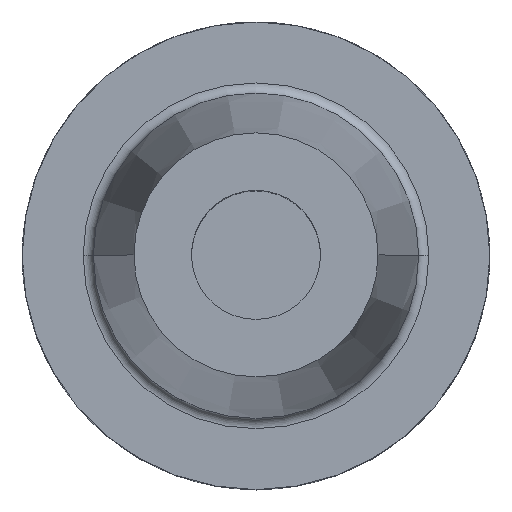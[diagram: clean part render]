
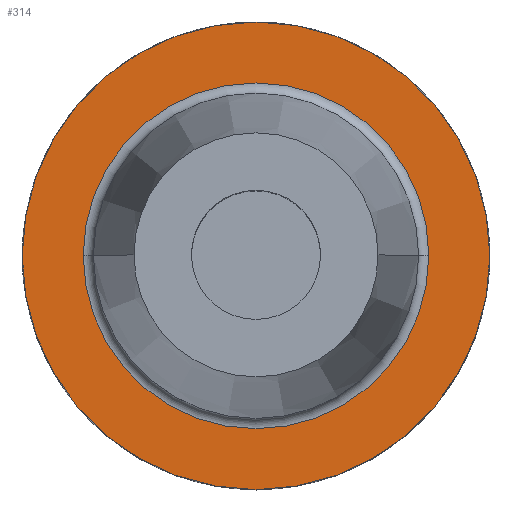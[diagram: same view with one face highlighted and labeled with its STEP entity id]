
A CAD part, top view. The second image highlights one B-rep face of the part: STEP entity #314.
In plain terms, the highlighted planar face has unit normal (0, 0, 1).
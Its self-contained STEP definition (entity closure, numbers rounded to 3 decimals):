
#5 = CARTESIAN_POINT ( 'NONE',  ( 0., 0., 22. ) ) ;
#16 = CARTESIAN_POINT ( 'NONE',  ( 0., 0., 22. ) ) ;
#55 = DIRECTION ( 'NONE',  ( 0., 0., -1. ) ) ;
#138 = DIRECTION ( 'NONE',  ( -1., 0., 0. ) ) ;
#171 = VERTEX_POINT ( 'NONE', #1131 ) ;
#172 = FACE_OUTER_BOUND ( 'NONE', #583, .T. ) ;
#178 = CARTESIAN_POINT ( 'NONE',  ( 0., 0., 22. ) ) ;
#285 = CIRCLE ( 'NONE', #1300, 23. ) ;
#295 = VERTEX_POINT ( 'NONE', #1621 ) ;
#297 = CIRCLE ( 'NONE', #1508, 23. ) ;
#312 = ORIENTED_EDGE ( 'NONE', *, *, #1340, .T. ) ;
#314 = ADVANCED_FACE ( 'NONE', ( #1146, #172 ), #584, .F. ) ;
#319 = DIRECTION ( 'NONE',  ( -1., 0., 0. ) ) ;
#393 = VERTEX_POINT ( 'NONE', #500 ) ;
#500 = CARTESIAN_POINT ( 'NONE',  ( -23., 0., 22. ) ) ;
#572 = DIRECTION ( 'NONE',  ( -1., 0., 0. ) ) ;
#583 = EDGE_LOOP ( 'NONE', ( #1167, #1533 ) ) ;
#584 = PLANE ( 'NONE',  #1127 ) ;
#625 = CARTESIAN_POINT ( 'NONE',  ( 23., 0., 22. ) ) ;
#638 = EDGE_CURVE ( 'NONE', #393, #807, #285, .T. ) ;
#664 = DIRECTION ( 'NONE',  ( -1., 0., 0. ) ) ;
#690 = AXIS2_PLACEMENT_3D ( 'NONE', #800, #55, #938 ) ;
#760 = CIRCLE ( 'NONE', #690, 17. ) ;
#763 = DIRECTION ( 'NONE',  ( 0., 0., -1. ) ) ;
#799 = CARTESIAN_POINT ( 'NONE',  ( 0., 0., 22. ) ) ;
#800 = CARTESIAN_POINT ( 'NONE',  ( 0., 0., 22. ) ) ;
#807 = VERTEX_POINT ( 'NONE', #625 ) ;
#897 = DIRECTION ( 'NONE',  ( 0., 0., -1. ) ) ;
#938 = DIRECTION ( 'NONE',  ( -1., 0., 0. ) ) ;
#1078 = DIRECTION ( 'NONE',  ( 0., 0., -1. ) ) ;
#1079 = CIRCLE ( 'NONE', #1113, 17. ) ;
#1083 = DIRECTION ( 'NONE',  ( 0., 0., -1. ) ) ;
#1113 = AXIS2_PLACEMENT_3D ( 'NONE', #178, #1083, #319 ) ;
#1127 = AXIS2_PLACEMENT_3D ( 'NONE', #5, #763, #572 ) ;
#1131 = CARTESIAN_POINT ( 'NONE',  ( 17., 0., 22. ) ) ;
#1146 = FACE_BOUND ( 'NONE', #1550, .T. ) ;
#1167 = ORIENTED_EDGE ( 'NONE', *, *, #638, .F. ) ;
#1181 = EDGE_CURVE ( 'NONE', #807, #393, #297, .T. ) ;
#1300 = AXIS2_PLACEMENT_3D ( 'NONE', #799, #1078, #664 ) ;
#1324 = EDGE_CURVE ( 'NONE', #171, #295, #760, .T. ) ;
#1340 = EDGE_CURVE ( 'NONE', #295, #171, #1079, .T. ) ;
#1508 = AXIS2_PLACEMENT_3D ( 'NONE', #16, #897, #138 ) ;
#1533 = ORIENTED_EDGE ( 'NONE', *, *, #1181, .F. ) ;
#1550 = EDGE_LOOP ( 'NONE', ( #312, #1639 ) ) ;
#1621 = CARTESIAN_POINT ( 'NONE',  ( -17., 0., 22. ) ) ;
#1639 = ORIENTED_EDGE ( 'NONE', *, *, #1324, .T. ) ;
